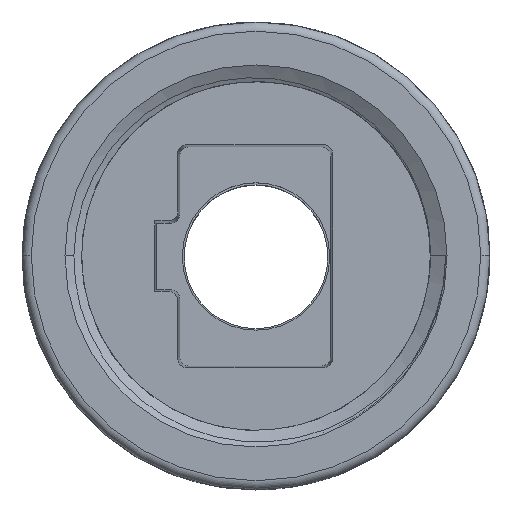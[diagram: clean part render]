
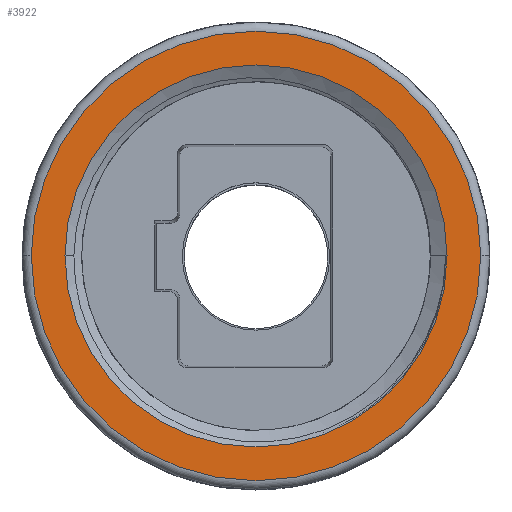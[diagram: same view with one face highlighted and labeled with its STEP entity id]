
A CAD part, top view. The second image highlights one B-rep face of the part: STEP entity #3922.
In plain terms, the highlighted face is planar.
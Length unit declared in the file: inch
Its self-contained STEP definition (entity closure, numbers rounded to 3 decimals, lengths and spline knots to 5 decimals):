
#3406 = EDGE_CURVE ( 'NONE', #4218, #4244, #27492, .T. ) ;
#3846 = EDGE_CURVE ( 'NONE', #4188, #4202, #8462, .T. ) ;
#3880 = ORIENTED_EDGE ( 'NONE', *, *, #3406, .F. ) ;
#3882 = ORIENTED_EDGE ( 'NONE', *, *, #4219, .F. ) ;
#3894 = ORIENTED_EDGE ( 'NONE', *, *, #4203, .T. ) ;
#3897 = EDGE_LOOP ( 'NONE', ( #3894, #3924 ) ) ;
#3922 = ADVANCED_FACE ( 'NONE', ( #13259, #13262 ), #13255, .T. ) ;
#3923 = EDGE_LOOP ( 'NONE', ( #3880, #3882 ) ) ;
#3924 = ORIENTED_EDGE ( 'NONE', *, *, #3846, .T. ) ;
#4188 = VERTEX_POINT ( 'NONE', #15206 ) ;
#4202 = VERTEX_POINT ( 'NONE', #15192 ) ;
#4203 = EDGE_CURVE ( 'NONE', #4202, #4188, #15234, .T. ) ;
#4218 = VERTEX_POINT ( 'NONE', #15277 ) ;
#4219 = EDGE_CURVE ( 'NONE', #4244, #4218, #15283, .T. ) ;
#4244 = VERTEX_POINT ( 'NONE', #15288 ) ;
#8455 = DIRECTION ( 'NONE',  ( -1., 0., 0. ) ) ;
#8456 = DIRECTION ( 'NONE',  ( 0., 0., 1. ) ) ;
#8457 = CARTESIAN_POINT ( 'NONE',  ( -1.90334, -10.88212, -0.09843 ) ) ;
#8458 = AXIS2_PLACEMENT_3D ( 'NONE', #8457, #8456, #8455 ) ;
#8462 = CIRCLE ( 'NONE', #8458, 0.40824 ) ;
#13251 = DIRECTION ( 'NONE',  ( -1., 0., 0. ) ) ;
#13252 = DIRECTION ( 'NONE',  ( 0., 0., -1. ) ) ;
#13253 = CARTESIAN_POINT ( 'NONE',  ( -1.42303, -11.36244, -0.09843 ) ) ;
#13254 = AXIS2_PLACEMENT_3D ( 'NONE', #13253, #13252, #13251 ) ;
#13255 = PLANE ( 'NONE',  #13254 ) ;
#13259 = FACE_BOUND ( 'NONE', #3897, .T. ) ;
#13262 = FACE_OUTER_BOUND ( 'NONE', #3923, .T. ) ;
#15192 = CARTESIAN_POINT ( 'NONE',  ( -2.31158, -10.88212, -0.09843 ) ) ;
#15206 = CARTESIAN_POINT ( 'NONE',  ( -1.4951, -10.88212, -0.09843 ) ) ;
#15213 = DIRECTION ( 'NONE',  ( -1., 0., 0. ) ) ;
#15214 = DIRECTION ( 'NONE',  ( 0., 0., 1. ) ) ;
#15215 = AXIS2_PLACEMENT_3D ( 'NONE', #15228, #15214, #15213 ) ;
#15228 = CARTESIAN_POINT ( 'NONE',  ( -1.90334, -10.88212, -0.09843 ) ) ;
#15234 = CIRCLE ( 'NONE', #15215, 0.40824 ) ;
#15263 = DIRECTION ( 'NONE',  ( -1., 0., 0. ) ) ;
#15264 = DIRECTION ( 'NONE',  ( 0., 0., 1. ) ) ;
#15269 = AXIS2_PLACEMENT_3D ( 'NONE', #15276, #15264, #15263 ) ;
#15276 = CARTESIAN_POINT ( 'NONE',  ( -1.90334, -10.88212, -0.09843 ) ) ;
#15277 = CARTESIAN_POINT ( 'NONE',  ( -2.38366, -10.88212, -0.09843 ) ) ;
#15283 = CIRCLE ( 'NONE', #15269, 0.48031 ) ;
#15288 = CARTESIAN_POINT ( 'NONE',  ( -1.42303, -10.88212, -0.09843 ) ) ;
#27492 = CIRCLE ( 'NONE', #27604, 0.48031 ) ;
#27542 = CARTESIAN_POINT ( 'NONE',  ( -1.90334, -10.88212, -0.09843 ) ) ;
#27601 = DIRECTION ( 'NONE',  ( -1., 0., 0. ) ) ;
#27602 = DIRECTION ( 'NONE',  ( 0., 0., 1. ) ) ;
#27604 = AXIS2_PLACEMENT_3D ( 'NONE', #27542, #27602, #27601 ) ;
